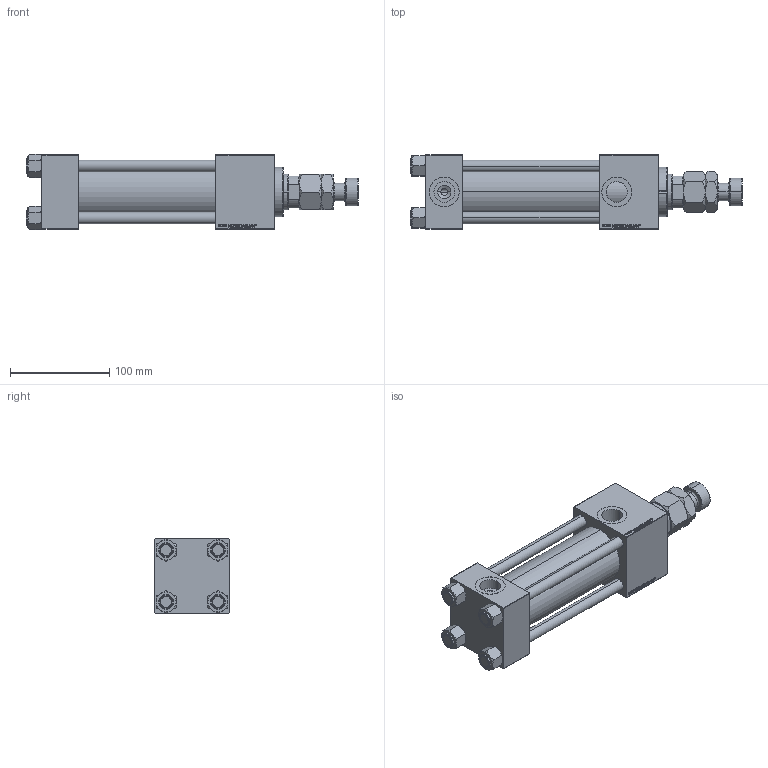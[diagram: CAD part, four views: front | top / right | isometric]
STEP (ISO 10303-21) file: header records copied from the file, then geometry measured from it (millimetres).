
FILE_DESCRIPTION (( 'STEP AP203' ), '1' );
FILE_NAME ('3e3e.STEP', '2022-04-14T12:06:34', ( '' ), ( '' ), 'SwSTEP 2.0', 'SolidWorks 2019', '' );
FILE_SCHEMA (( 'CONFIG_CONTROL_DESIGN' ));
Length unit declared in the file: millimetre
Products named in the file (7): V215CR_VCP_C 6d93ee8c4e3b5e97ca82fd8397ada02e; V215_VC_A 6d93ee8c4e3b5e97ca82fd8397ada02e; V215CR_C_TYCINKA 6d93ee8c4e3b5e97ca82fd8397ada02e; MFA 6d93ee8c4e3b5e97ca82fd8397ada02e; NUT_M5_C 6d93ee8c4e3b5e97ca82fd8397ada02e; 3e3e; V215CR_C_Body 6d93ee8c4e3b5e97ca82fd8397ada02e
Assembly tree (12 placements, depth 2):
  3e3e
    V215CR_C_Body 6d93ee8c4e3b5e97ca82fd8397ada02e
    V215CR_VCP_C 6d93ee8c4e3b5e97ca82fd8397ada02e
    NUT_M5_C 6d93ee8c4e3b5e97ca82fd8397ada02e  x4
    V215CR_C_TYCINKA 6d93ee8c4e3b5e97ca82fd8397ada02e  x4
    V215_VC_A 6d93ee8c4e3b5e97ca82fd8397ada02e
    MFA 6d93ee8c4e3b5e97ca82fd8397ada02e
Bounding box: 334 x 75 x 75.54 mm (x, y, z)
Volume: 892245.4 mm3; surface area: 212152.2 mm2
Topology: 12 solids, 12 shells, 1206 faces, 3000 edges, 1937 vertices
Faces by surface type: plane 544, bspline 392, cone 164, cylinder 94, torus 12
Entity records: 52163 total; most frequent: CARTESIAN_POINT 27769, ORIENTED_EDGE 5492, DIRECTION 3542, EDGE_CURVE 2746, VERTEX_POINT 1793, LINE 1614, VECTOR 1614, EDGE_LOOP 1217
